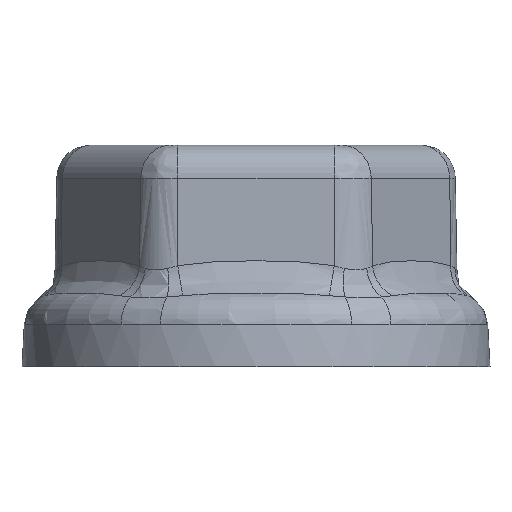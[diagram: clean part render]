
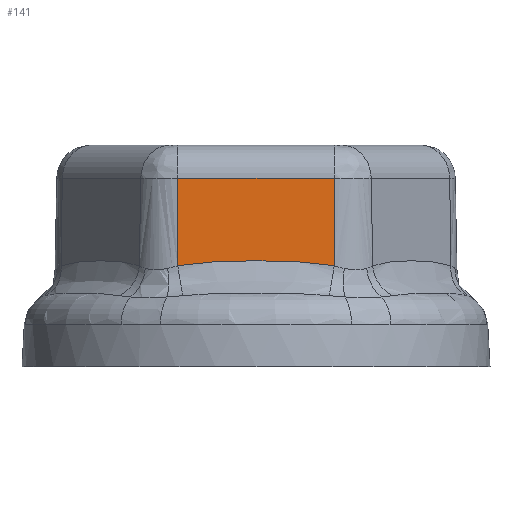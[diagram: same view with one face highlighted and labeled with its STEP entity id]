
A CAD part, left-side view. The second image highlights one B-rep face of the part: STEP entity #141.
In plain terms, the highlighted planar face has unit normal (-1, 0, 0.018).
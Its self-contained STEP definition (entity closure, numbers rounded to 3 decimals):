
#141 = ADVANCED_FACE( '', ( #317 ), #318, .T. );
#317 = FACE_OUTER_BOUND( '', #2223, .T. );
#318 = PLANE( '', #2224 );
#2223 = EDGE_LOOP( '', ( #4304, #4305, #4306, #4307 ) );
#2224 = AXIS2_PLACEMENT_3D( '', #4308, #4309, #4310 );
#4304 = ORIENTED_EDGE( '', *, *, #4724, .T. );
#4305 = ORIENTED_EDGE( '', *, *, #4721, .T. );
#4306 = ORIENTED_EDGE( '', *, *, #4540, .F. );
#4307 = ORIENTED_EDGE( '', *, *, #4725, .T. );
#4308 = CARTESIAN_POINT( '', ( -8., -3.464, 1.8 ) );
#4309 = DIRECTION( '', ( -1., 0., 0.017 ) );
#4310 = DIRECTION( '', ( 0.017, 0., 1. ) );
#4540 = EDGE_CURVE( '', #4791, #4793, #4794, .T. );
#4721 = EDGE_CURVE( '', #5085, #4793, #5087, .T. );
#4724 = EDGE_CURVE( '', #5091, #5085, #5092, .T. );
#4725 = EDGE_CURVE( '', #4791, #5091, #5093, .T. );
#4791 = VERTEX_POINT( '', #5219 );
#4793 = VERTEX_POINT( '', #5255 );
#4794 = LINE( '', #5256, #5257 );
#5085 = VERTEX_POINT( '', #6312 );
#5087 = B_SPLINE_CURVE_WITH_KNOTS( '', 3, ( #6314, #6315, #6316, #6317, #6318, #6319, #6320, #6321, #6322, #6323, #6324, #6325, #6326, #6327, #6328, #6329, #6330, #6331, #6332, #6333, #6334, #6335, #6336 ), .UNSPECIFIED., .F., .F., ( 4, 2, 2, 1, 1, 1, 1, 1, 1, 1, 1, 1, 1, 1, 2, 2, 4 ), ( 0., 0., 0.001, 0.001, 0.002, 0.002, 0.003, 0.003, 0.003, 0.004, 0.004, 0.005, 0.005, 0.006, 0.006, 0.006, 0.007 ), .UNSPECIFIED. );
#5091 = VERTEX_POINT( '', #6353 );
#5092 = LINE( '', #6354, #6355 );
#5093 = LINE( '', #6356, #6357 );
#5219 = CARTESIAN_POINT( '', ( -7.886, -3.464, 8.326 ) );
#5255 = CARTESIAN_POINT( '', ( -7.953, -3.464, 4.468 ) );
#5256 = CARTESIAN_POINT( '', ( -8., -3.464, 1.8 ) );
#5257 = VECTOR( '', #6895, 1000. );
#6312 = CARTESIAN_POINT( '', ( -7.953, 3.464, 4.468 ) );
#6314 = CARTESIAN_POINT( '', ( -7.953, 3.464, 4.468 ) );
#6315 = CARTESIAN_POINT( '', ( -7.953, 3.32, 4.492 ) );
#6316 = CARTESIAN_POINT( '', ( -7.953, 3.176, 4.514 ) );
#6317 = CARTESIAN_POINT( '', ( -7.952, 2.888, 4.552 ) );
#6318 = CARTESIAN_POINT( '', ( -7.952, 2.744, 4.568 ) );
#6319 = CARTESIAN_POINT( '', ( -7.951, 2.456, 4.597 ) );
#6320 = CARTESIAN_POINT( '', ( -7.951, 2.167, 4.622 ) );
#6321 = CARTESIAN_POINT( '', ( -7.95, 1.734, 4.649 ) );
#6322 = CARTESIAN_POINT( '', ( -7.95, 1.302, 4.669 ) );
#6323 = CARTESIAN_POINT( '', ( -7.95, 0.869, 4.682 ) );
#6324 = CARTESIAN_POINT( '', ( -7.95, 0.435, 4.689 ) );
#6325 = CARTESIAN_POINT( '', ( -7.95, 0.002, 4.691 ) );
#6326 = CARTESIAN_POINT( '', ( -7.95, -0.431, 4.689 ) );
#6327 = CARTESIAN_POINT( '', ( -7.95, -0.865, 4.682 ) );
#6328 = CARTESIAN_POINT( '', ( -7.95, -1.298, 4.669 ) );
#6329 = CARTESIAN_POINT( '', ( -7.95, -1.732, 4.649 ) );
#6330 = CARTESIAN_POINT( '', ( -7.951, -2.166, 4.622 ) );
#6331 = CARTESIAN_POINT( '', ( -7.951, -2.455, 4.597 ) );
#6332 = CARTESIAN_POINT( '', ( -7.952, -2.744, 4.568 ) );
#6333 = CARTESIAN_POINT( '', ( -7.952, -2.889, 4.551 ) );
#6334 = CARTESIAN_POINT( '', ( -7.953, -3.177, 4.514 ) );
#6335 = CARTESIAN_POINT( '', ( -7.953, -3.321, 4.492 ) );
#6336 = CARTESIAN_POINT( '', ( -7.953, -3.464, 4.468 ) );
#6353 = CARTESIAN_POINT( '', ( -7.886, 3.464, 8.326 ) );
#6354 = CARTESIAN_POINT( '', ( -8., 3.464, 1.8 ) );
#6355 = VECTOR( '', #7231, 1000. );
#6356 = CARTESIAN_POINT( '', ( -7.886, -3.464, 8.326 ) );
#6357 = VECTOR( '', #7232, 1000. );
#6895 = DIRECTION( '', ( -0.017, 0., -1. ) );
#7231 = DIRECTION( '', ( -0.017, 0., -1. ) );
#7232 = DIRECTION( '', ( 0., 1., 0. ) );
